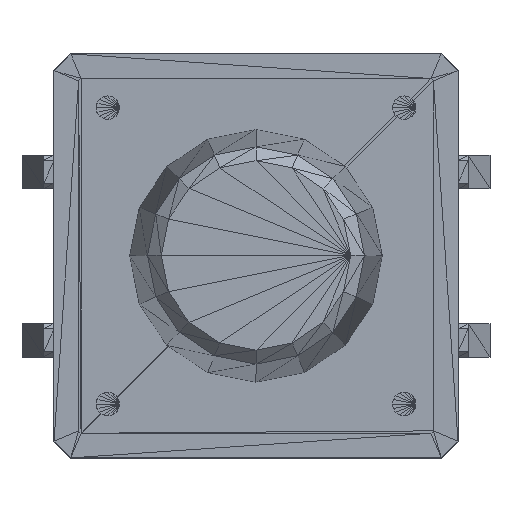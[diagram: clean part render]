
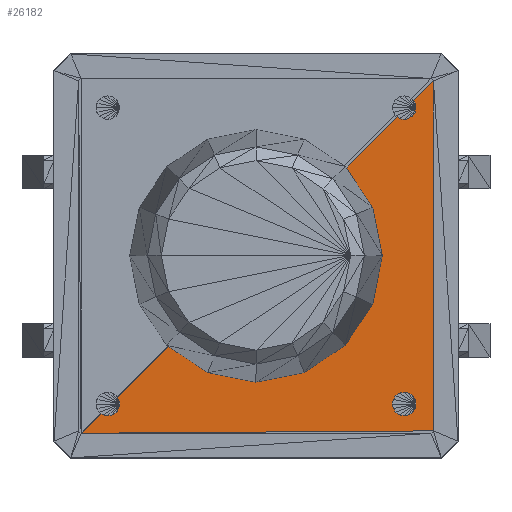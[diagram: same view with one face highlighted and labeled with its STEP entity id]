
A CAD part, top view. The second image highlights one B-rep face of the part: STEP entity #26182.
In plain terms, the highlighted planar face has unit normal (0, 0, 1).
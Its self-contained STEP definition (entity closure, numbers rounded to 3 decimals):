
#25207 = VERTEX_POINT('',#25208);
#25208 = CARTESIAN_POINT('',(-519.68,-526.8,520.));
#25222 = PLANE('',#25223);
#25223 = AXIS2_PLACEMENT_3D('',#25224,#25225,#25226);
#25224 = CARTESIAN_POINT('',(-519.68,-526.8,520.));
#25225 = DIRECTION('',(0.,0.,-1.));
#25226 = DIRECTION('',(-1.,0.,0.));
#25901 = VERTEX_POINT('',#25902);
#25902 = CARTESIAN_POINT('',(526.8,-519.68,520.));
#25916 = PLANE('',#25917);
#25917 = AXIS2_PLACEMENT_3D('',#25918,#25919,#25920);
#25918 = CARTESIAN_POINT('',(600.,-550.,520.));
#25919 = DIRECTION('',(0.,0.,-1.));
#25920 = DIRECTION('',(-1.,0.,0.));
#25977 = VERTEX_POINT('',#25978);
#25978 = CARTESIAN_POINT('',(526.8,519.68,520.));
#26027 = EDGE_CURVE('',#25977,#25901,#26028,.T.);
#26028 = SURFACE_CURVE('',#26029,(#26033,#26040),.PCURVE_S1.);
#26029 = LINE('',#26030,#26031);
#26030 = CARTESIAN_POINT('',(526.8,519.68,520.));
#26031 = VECTOR('',#26032,1.);
#26032 = DIRECTION('',(0.,-1.,0.));
#26033 = PCURVE('',#25916,#26034);
#26034 = DEFINITIONAL_REPRESENTATION('',(#26035),#26039);
#26035 = LINE('',#26036,#26037);
#26036 = CARTESIAN_POINT('',(73.2,1069.68));
#26037 = VECTOR('',#26038,1.);
#26038 = DIRECTION('',(0.,-1.));
#26039 = ( GEOMETRIC_REPRESENTATION_CONTEXT(2) 
PARAMETRIC_REPRESENTATION_CONTEXT() REPRESENTATION_CONTEXT('2D SPACE',''
  ) );
#26040 = PCURVE('',#26041,#26046);
#26041 = PLANE('',#26042);
#26042 = AXIS2_PLACEMENT_3D('',#26043,#26044,#26045);
#26043 = CARTESIAN_POINT('',(-519.68,-526.8,520.));
#26044 = DIRECTION('',(0.,0.,-1.));
#26045 = DIRECTION('',(-1.,0.,0.));
#26046 = DEFINITIONAL_REPRESENTATION('',(#26047),#26050);
#26047 = B_SPLINE_CURVE_WITH_KNOTS('',1,(#26048,#26049),.UNSPECIFIED.,
  .F.,.F.,(2,2),(0.,1039.36),.PIECEWISE_BEZIER_KNOTS.);
#26048 = CARTESIAN_POINT('',(-1046.48,1046.48));
#26049 = CARTESIAN_POINT('',(-1046.48,7.12));
#26050 = ( GEOMETRIC_REPRESENTATION_CONTEXT(2) 
PARAMETRIC_REPRESENTATION_CONTEXT() REPRESENTATION_CONTEXT('2D SPACE',''
  ) );
#26146 = PLANE('',#26147);
#26147 = AXIS2_PLACEMENT_3D('',#26148,#26149,#26150);
#26148 = CARTESIAN_POINT('',(-519.68,-526.8,520.));
#26149 = DIRECTION('',(0.,0.,-1.));
#26150 = DIRECTION('',(-1.,0.,0.));
#26163 = EDGE_CURVE('',#25901,#25207,#26164,.T.);
#26164 = SURFACE_CURVE('',#26165,(#26169,#26176),.PCURVE_S1.);
#26165 = LINE('',#26166,#26167);
#26166 = CARTESIAN_POINT('',(526.8,-519.68,520.));
#26167 = VECTOR('',#26168,1.);
#26168 = DIRECTION('',(-1.,-0.007,0.));
#26169 = PCURVE('',#25222,#26170);
#26170 = DEFINITIONAL_REPRESENTATION('',(#26171),#26175);
#26171 = LINE('',#26172,#26173);
#26172 = CARTESIAN_POINT('',(-1046.48,7.12));
#26173 = VECTOR('',#26174,1.);
#26174 = DIRECTION('',(1.,-0.007));
#26175 = ( GEOMETRIC_REPRESENTATION_CONTEXT(2) 
PARAMETRIC_REPRESENTATION_CONTEXT() REPRESENTATION_CONTEXT('2D SPACE',''
  ) );
#26176 = PCURVE('',#26041,#26177);
#26177 = DEFINITIONAL_REPRESENTATION('',(#26178),#26181);
#26178 = B_SPLINE_CURVE_WITH_KNOTS('',1,(#26179,#26180),.UNSPECIFIED.,
  .F.,.F.,(2,2),(0.,1046.504),.PIECEWISE_BEZIER_KNOTS.);
#26179 = CARTESIAN_POINT('',(-1046.48,7.12));
#26180 = CARTESIAN_POINT('',(0.,0.));
#26181 = ( GEOMETRIC_REPRESENTATION_CONTEXT(2) 
PARAMETRIC_REPRESENTATION_CONTEXT() REPRESENTATION_CONTEXT('2D SPACE',''
  ) );
#26182 = ADVANCED_FACE('',(#26183),#26041,.F.);
#26183 = FACE_BOUND('',#26184,.T.);
#26184 = EDGE_LOOP('',(#26185,#26186,#26187));
#26185 = ORIENTED_EDGE('',*,*,#26163,.F.);
#26186 = ORIENTED_EDGE('',*,*,#26027,.F.);
#26187 = ORIENTED_EDGE('',*,*,#26188,.T.);
#26188 = EDGE_CURVE('',#25977,#25207,#26189,.T.);
#26189 = SURFACE_CURVE('',#26190,(#26194,#26201),.PCURVE_S1.);
#26190 = LINE('',#26191,#26192);
#26191 = CARTESIAN_POINT('',(526.8,519.68,520.));
#26192 = VECTOR('',#26193,1.);
#26193 = DIRECTION('',(-0.707,-0.707,0.));
#26194 = PCURVE('',#26041,#26195);
#26195 = DEFINITIONAL_REPRESENTATION('',(#26196),#26200);
#26196 = LINE('',#26197,#26198);
#26197 = CARTESIAN_POINT('',(-1046.48,1046.48));
#26198 = VECTOR('',#26199,1.);
#26199 = DIRECTION('',(0.707,-0.707));
#26200 = ( GEOMETRIC_REPRESENTATION_CONTEXT(2) 
PARAMETRIC_REPRESENTATION_CONTEXT() REPRESENTATION_CONTEXT('2D SPACE',''
  ) );
#26201 = PCURVE('',#26146,#26202);
#26202 = DEFINITIONAL_REPRESENTATION('',(#26203),#26206);
#26203 = B_SPLINE_CURVE_WITH_KNOTS('',1,(#26204,#26205),.UNSPECIFIED.,
  .F.,.F.,(2,2),(0.,1479.946),.PIECEWISE_BEZIER_KNOTS.);
#26204 = CARTESIAN_POINT('',(-1046.48,1046.48));
#26205 = CARTESIAN_POINT('',(0.,0.));
#26206 = ( GEOMETRIC_REPRESENTATION_CONTEXT(2) 
PARAMETRIC_REPRESENTATION_CONTEXT() REPRESENTATION_CONTEXT('2D SPACE',''
  ) );
